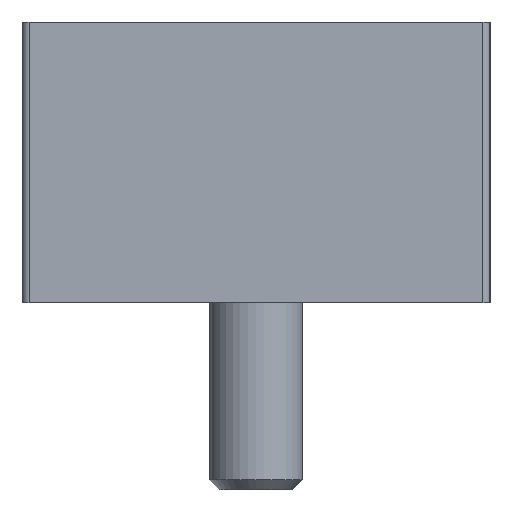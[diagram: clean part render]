
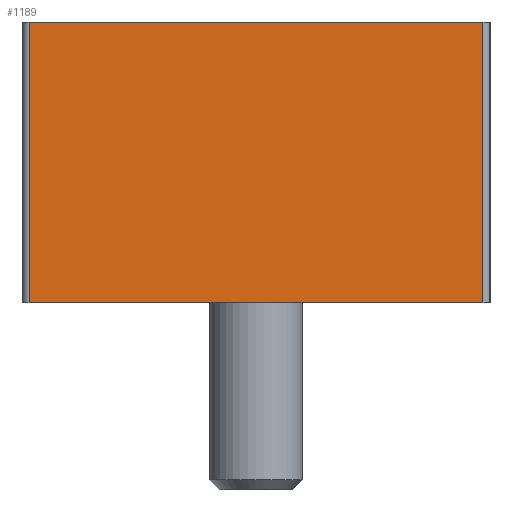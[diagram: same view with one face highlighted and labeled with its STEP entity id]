
A CAD part, left-side view. The second image highlights one B-rep face of the part: STEP entity #1189.
In plain terms, the highlighted planar face has unit normal (-1, 0, 0).
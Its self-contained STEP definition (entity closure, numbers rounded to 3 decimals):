
#155=ORIENTED_EDGE('',*,*,#477,.T.);
#156=ORIENTED_EDGE('',*,*,#478,.F.);
#157=ORIENTED_EDGE('',*,*,#479,.F.);
#158=ORIENTED_EDGE('',*,*,#480,.T.);
#477=EDGE_CURVE('',#638,#639,#751,.T.);
#478=EDGE_CURVE('',#640,#639,#752,.T.);
#479=EDGE_CURVE('',#641,#640,#753,.T.);
#480=EDGE_CURVE('',#641,#638,#754,.T.);
#638=VERTEX_POINT('',#1849);
#639=VERTEX_POINT('',#1850);
#640=VERTEX_POINT('',#1852);
#641=VERTEX_POINT('',#1854);
#751=LINE('',#1848,#836);
#752=LINE('',#1851,#837);
#753=LINE('',#1853,#838);
#754=LINE('',#1855,#839);
#836=VECTOR('',#1455,1000.);
#837=VECTOR('',#1456,1000.);
#838=VECTOR('',#1457,1000.);
#839=VECTOR('',#1458,1000.);
#921=EDGE_LOOP('',(#155,#156,#157,#158));
#1034=FACE_BOUND('',#921,.T.);
#1150=PLANE('',#1297);
#1189=ADVANCED_FACE('',(#1034),#1150,.F.);
#1297=AXIS2_PLACEMENT_3D('',#1847,#1453,#1454);
#1453=DIRECTION('',(1.,0.,0.));
#1454=DIRECTION('',(0.,0.,-1.));
#1455=DIRECTION('',(0.,-1.,0.));
#1456=DIRECTION('',(0.,0.,-1.));
#1457=DIRECTION('',(0.,-1.,0.));
#1458=DIRECTION('',(0.,0.,-1.));
#1847=CARTESIAN_POINT('',(-20.,9.7,6.));
#1848=CARTESIAN_POINT('',(-20.,9.7,-6.));
#1849=CARTESIAN_POINT('',(-20.,9.7,-6.));
#1850=CARTESIAN_POINT('',(-20.,-9.7,-6.));
#1851=CARTESIAN_POINT('',(-20.,-9.7,6.));
#1852=CARTESIAN_POINT('',(-20.,-9.7,6.));
#1853=CARTESIAN_POINT('',(-20.,9.7,6.));
#1854=CARTESIAN_POINT('',(-20.,9.7,6.));
#1855=CARTESIAN_POINT('',(-20.,9.7,6.));
